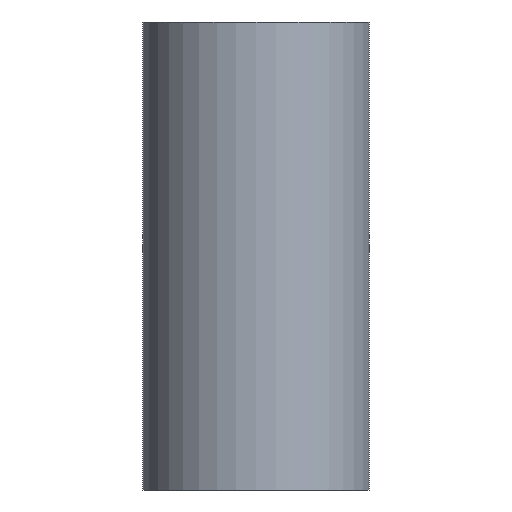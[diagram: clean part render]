
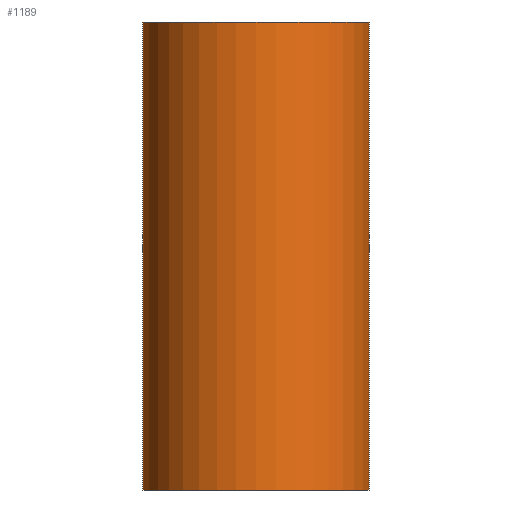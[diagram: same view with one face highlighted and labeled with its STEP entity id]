
A CAD part, front view. The second image highlights one B-rep face of the part: STEP entity #1189.
In plain terms, the highlighted cylindrical face has radius 50.8 mm (diameter 101.6 mm), a partial arc.
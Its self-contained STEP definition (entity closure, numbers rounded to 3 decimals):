
#24 = VERTEX_POINT ( 'NONE', #1111 ) ;
#49 = DIRECTION ( 'NONE',  ( 0., 0., 1. ) ) ;
#111 = LINE ( 'NONE', #1399, #518 ) ;
#263 = ORIENTED_EDGE ( 'NONE', *, *, #1288, .F. ) ;
#289 = CARTESIAN_POINT ( 'NONE',  ( 0., 0., 104.8 ) ) ;
#294 = CARTESIAN_POINT ( 'NONE',  ( 0., 0., -104.8 ) ) ;
#304 = DIRECTION ( 'NONE',  ( 0., 0., -1. ) ) ;
#325 = CARTESIAN_POINT ( 'NONE',  ( -50.8, 0., -104.8 ) ) ;
#401 = DIRECTION ( 'NONE',  ( 0., 0., -1. ) ) ;
#407 = CARTESIAN_POINT ( 'NONE',  ( 50.8, 0., 104.8 ) ) ;
#425 = ORIENTED_EDGE ( 'NONE', *, *, #1403, .T. ) ;
#427 = CARTESIAN_POINT ( 'NONE',  ( 50.8, 0., 104.8 ) ) ;
#438 = CARTESIAN_POINT ( 'NONE',  ( -50.8, 0., 104.8 ) ) ;
#447 = CYLINDRICAL_SURFACE ( 'NONE', #1046, 50.8 ) ;
#512 = AXIS2_PLACEMENT_3D ( 'NONE', #294, #49, #1159 ) ;
#518 = VECTOR ( 'NONE', #1517, 1000. ) ;
#591 = VERTEX_POINT ( 'NONE', #325 ) ;
#597 = LINE ( 'NONE', #407, #763 ) ;
#763 = VECTOR ( 'NONE', #401, 1000. ) ;
#791 = DIRECTION ( 'NONE',  ( -1., 0., 0. ) ) ;
#794 = CIRCLE ( 'NONE', #1480, 50.8 ) ;
#889 = VERTEX_POINT ( 'NONE', #427 ) ;
#890 = CARTESIAN_POINT ( 'NONE',  ( 0., 0., 104.8 ) ) ;
#1046 = AXIS2_PLACEMENT_3D ( 'NONE', #289, #304, #791 ) ;
#1111 = CARTESIAN_POINT ( 'NONE',  ( 50.8, 0., -104.8 ) ) ;
#1133 = DIRECTION ( 'NONE',  ( 0., 0., 1. ) ) ;
#1138 = DIRECTION ( 'NONE',  ( 1., 0., 0. ) ) ;
#1159 = DIRECTION ( 'NONE',  ( 1., 0., 0. ) ) ;
#1172 = VERTEX_POINT ( 'NONE', #438 ) ;
#1189 = ADVANCED_FACE ( 'NONE', ( #1359 ), #447, .T. ) ;
#1216 = ORIENTED_EDGE ( 'NONE', *, *, #1566, .T. ) ;
#1276 = EDGE_LOOP ( 'NONE', ( #1513, #263, #425, #1216 ) ) ;
#1288 = EDGE_CURVE ( 'NONE', #1172, #889, #794, .T. ) ;
#1359 = FACE_OUTER_BOUND ( 'NONE', #1276, .T. ) ;
#1360 = EDGE_CURVE ( 'NONE', #889, #24, #597, .T. ) ;
#1383 = CIRCLE ( 'NONE', #512, 50.8 ) ;
#1399 = CARTESIAN_POINT ( 'NONE',  ( -50.8, 0., 104.8 ) ) ;
#1403 = EDGE_CURVE ( 'NONE', #1172, #591, #111, .T. ) ;
#1480 = AXIS2_PLACEMENT_3D ( 'NONE', #890, #1133, #1138 ) ;
#1513 = ORIENTED_EDGE ( 'NONE', *, *, #1360, .F. ) ;
#1517 = DIRECTION ( 'NONE',  ( 0., 0., -1. ) ) ;
#1566 = EDGE_CURVE ( 'NONE', #591, #24, #1383, .T. ) ;
